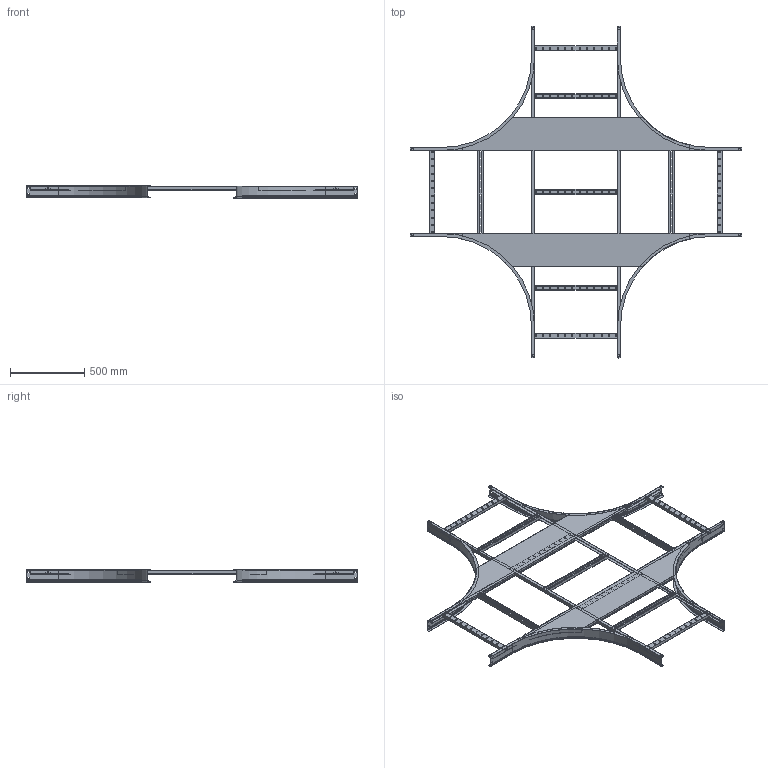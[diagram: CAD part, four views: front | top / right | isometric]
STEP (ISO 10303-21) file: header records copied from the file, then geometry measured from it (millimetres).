
FILE_DESCRIPTION (( 'STEP AP214' ), '1' );
FILE_NAME ('EAKR05-4--09 (80x600).STEP', '2021-03-08T07:52:26', ( '' ), ( '' ), 'SwSTEP 2.0', 'SolidWorks 2017', '' );
FILE_SCHEMA (( 'AUTOMOTIVE_DESIGN' ));
Length unit declared in the file: millimetre
Products named in the file (8): 195.02.02_Ïëàñòèíà ñîåäèíèòåëüíàÿ-00_-04 (600); ÊÈÂÀ 195.02.05 Ï-ïðîôèëü-00_668.2; 岓臍 195.02.10 捘 冓憵-00_-04 (2174); EAKR05-4--09 (80x600); ÊÈÂÀ 195.01.03_Ïëàíêà ïîïåðå÷íàÿ-00_-04; 岓臍 195.02.20 冓憵 600-00_-04 (600); ÊÈÂÀ 195.02.01 Ëîíæåðîí áàçîâûé-00_-01; ÊÈÂÀ 195.02.04 Ï-ïðîôèëü-00_-04 (2174)
Assembly tree (24 placements, depth 3):
  EAKR05-4--09 (80x600)
    岓臍 195.02.10 捘 冓憵-00_-04 (2174)
      ÊÈÂÀ 195.02.04 Ï-ïðîôèëü-00_-04 (2174)  x2
      ÊÈÂÀ 195.01.03_Ïëàíêà ïîïåðå÷íàÿ-00_-04  x7
    ÊÈÂÀ 195.02.01 Ëîíæåðîí áàçîâûé-00_-01  x4
    岓臍 195.02.20 冓憵 600-00_-04 (600)  x2
      ÊÈÂÀ 195.02.05 Ï-ïðîôèëü-00_668.2
      ÊÈÂÀ 195.01.03_Ïëàíêà ïîïåðå÷íàÿ-00_-04
    195.02.02_Ïëàñòèíà ñîåäèíèòåëüíàÿ-00_-04 (600)  x4
Bounding box: 2234 x 2234 x 81.48 mm (x, y, z)
Volume: 3483992.6 mm3; surface area: 5875279.3 mm2
Topology: 25 solids, 25 shells, 1814 faces, 4988 edges, 3224 vertices
Faces by surface type: plane 1294, cylinder 480, torus 24, cone 16
Entity records: 10604 total; most frequent: CARTESIAN_POINT 1795, DIRECTION 1772, ORIENTED_EDGE 1756, EDGE_CURVE 878, VECTOR 698, LINE 698, VERTEX_POINT 560, AXIS2_PLACEMENT_3D 537
